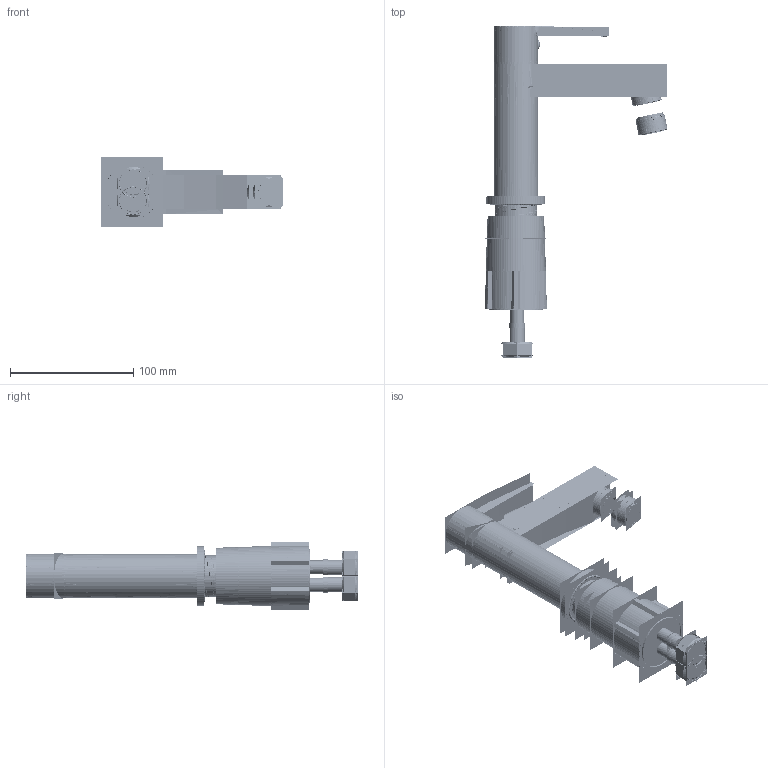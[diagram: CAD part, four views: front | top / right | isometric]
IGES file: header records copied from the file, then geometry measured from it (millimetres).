
Start section:  PTC IGES file: 1006031.igs
Global section: file name: 1006031.igs; native system: Pro/ENGINEER by Parametric Technology Corporation; preprocessor: 2008230; author: Administrator; organization: Unknown; date: 20140607.141843; units: millimetre
Bounding box: 148.53 x 269.42 x 56.82 mm (x, y, z)
Volume: 306813 mm3; surface area: 1094500.5 mm2
Topology: 21 solids, 36 shells, 3886 faces, 19281 edges, 24609 vertices
Faces by surface type: revolution 2406, bspline 1478, extrusion 2
